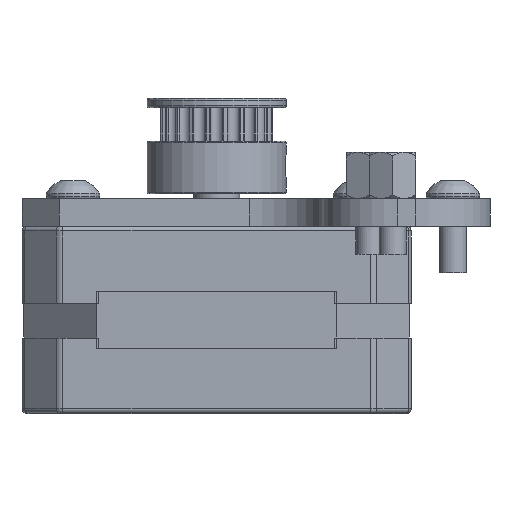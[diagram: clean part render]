
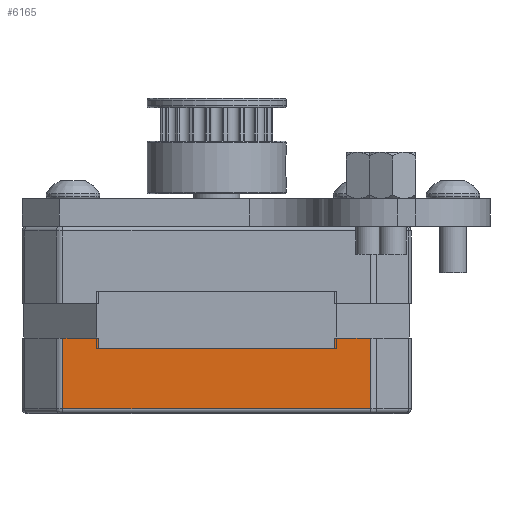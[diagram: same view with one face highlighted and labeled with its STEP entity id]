
A CAD part, front view. The second image highlights one B-rep face of the part: STEP entity #6165.
In plain terms, the highlighted planar face has unit normal (0, -1, 0).
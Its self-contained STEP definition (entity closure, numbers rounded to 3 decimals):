
#330=PLANE('',#6811);
#575=FACE_OUTER_BOUND('',#983,.T.);
#983=EDGE_LOOP('',(#4808,#4809,#4810,#4811,#4812,#4813,#4814,#4815));
#1272=LINE('',#9509,#1749);
#1344=LINE('',#9913,#1821);
#1350=LINE('',#9927,#1827);
#1378=LINE('',#9994,#1855);
#1383=LINE('',#10003,#1860);
#1391=LINE('',#10044,#1868);
#1398=LINE('',#10058,#1875);
#1401=LINE('',#10062,#1878);
#1749=VECTOR('',#7493,10.);
#1821=VECTOR('',#7779,10.);
#1827=VECTOR('',#7789,10.);
#1855=VECTOR('',#7849,10.);
#1860=VECTOR('',#7858,10.);
#1868=VECTOR('',#7910,10.);
#1875=VECTOR('',#7921,10.);
#1878=VECTOR('',#7926,10.);
#2625=VERTEX_POINT('',#9501);
#2627=VERTEX_POINT('',#9507);
#2726=VERTEX_POINT('',#9911);
#2732=VERTEX_POINT('',#9925);
#2754=VERTEX_POINT('',#9991);
#2755=VERTEX_POINT('',#9993);
#2768=VERTEX_POINT('',#10043);
#2773=VERTEX_POINT('',#10057);
#3234=EDGE_CURVE('',#2627,#2625,#1272,.T.);
#3380=EDGE_CURVE('',#2726,#2627,#1344,.T.);
#3387=EDGE_CURVE('',#2726,#2732,#1350,.T.);
#3420=EDGE_CURVE('',#2755,#2754,#1378,.T.);
#3425=EDGE_CURVE('',#2625,#2754,#1383,.T.);
#3445=EDGE_CURVE('',#2768,#2755,#1391,.T.);
#3452=EDGE_CURVE('',#2773,#2768,#1398,.T.);
#3455=EDGE_CURVE('',#2732,#2773,#1401,.T.);
#4808=ORIENTED_EDGE('',*,*,#3234,.F.);
#4809=ORIENTED_EDGE('',*,*,#3380,.F.);
#4810=ORIENTED_EDGE('',*,*,#3387,.T.);
#4811=ORIENTED_EDGE('',*,*,#3455,.T.);
#4812=ORIENTED_EDGE('',*,*,#3452,.T.);
#4813=ORIENTED_EDGE('',*,*,#3445,.T.);
#4814=ORIENTED_EDGE('',*,*,#3420,.T.);
#4815=ORIENTED_EDGE('',*,*,#3425,.F.);
#6165=ADVANCED_FACE('',(#575),#330,.T.);
#6811=AXIS2_PLACEMENT_3D('',#10214,#8107,#8108);
#7493=DIRECTION('',(-1.,0.,0.));
#7779=DIRECTION('',(0.,0.,-1.));
#7789=DIRECTION('',(-1.,0.,0.));
#7849=DIRECTION('',(-1.,0.,0.));
#7858=DIRECTION('',(0.,0.,1.));
#7910=DIRECTION('',(0.,0.,1.));
#7921=DIRECTION('',(-1.,0.,0.));
#7926=DIRECTION('',(0.,0.,-1.));
#8107=DIRECTION('center_axis',(0.,-1.,0.));
#8108=DIRECTION('ref_axis',(1.,0.,0.));
#9501=CARTESIAN_POINT('',(-16.586,-21.,0.5));
#9507=CARTESIAN_POINT('',(16.586,-21.,0.5));
#9509=CARTESIAN_POINT('',(-10.5,-21.,0.5));
#9911=CARTESIAN_POINT('',(16.586,-21.,8.15));
#9913=CARTESIAN_POINT('',(16.586,-21.,0.));
#9925=CARTESIAN_POINT('',(12.717,-21.,8.15));
#9927=CARTESIAN_POINT('',(-10.5,-21.,8.15));
#9991=CARTESIAN_POINT('',(-16.586,-21.,8.15));
#9993=CARTESIAN_POINT('',(-12.717,-21.,8.15));
#9994=CARTESIAN_POINT('',(-10.5,-21.,8.15));
#10003=CARTESIAN_POINT('',(-16.586,-21.,0.));
#10043=CARTESIAN_POINT('',(-12.717,-21.,7.));
#10044=CARTESIAN_POINT('',(-12.717,-21.,5.95));
#10057=CARTESIAN_POINT('',(12.717,-21.,7.));
#10058=CARTESIAN_POINT('',(-10.5,-21.,7.));
#10062=CARTESIAN_POINT('',(12.717,-21.,5.95));
#10214=CARTESIAN_POINT('Origin',(-21.,-21.,0.));
